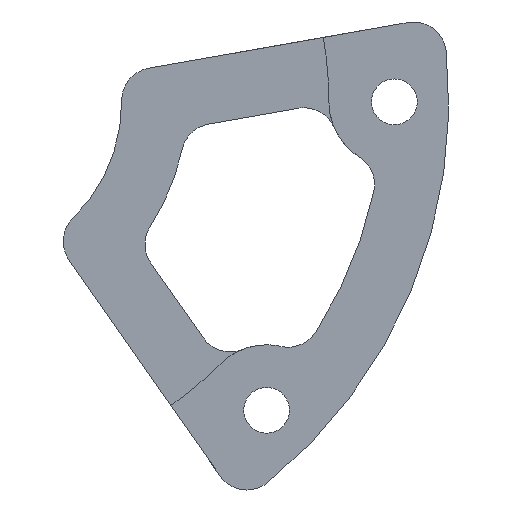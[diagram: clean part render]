
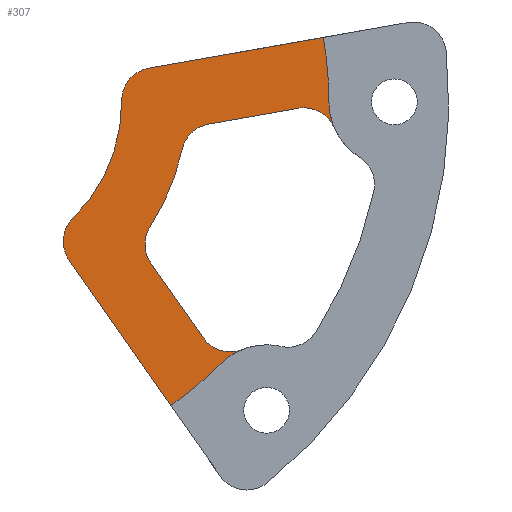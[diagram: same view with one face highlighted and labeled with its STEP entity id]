
A CAD part, front view. The second image highlights one B-rep face of the part: STEP entity #307.
In plain terms, the highlighted planar face has unit normal (0, -1, 0).
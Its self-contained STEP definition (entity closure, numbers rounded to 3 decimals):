
#9 = CARTESIAN_POINT ( 'NONE',  ( 33.484, 2., 5.904 ) ) ;
#10 = AXIS2_PLACEMENT_3D ( 'NONE', #345, #702, #785 ) ;
#20 = CARTESIAN_POINT ( 'NONE',  ( 0., 2., 0. ) ) ;
#27 = CARTESIAN_POINT ( 'NONE',  ( 34.485, 2., -2.363 ) ) ;
#29 = VERTEX_POINT ( 'NONE', #1051 ) ;
#44 = CARTESIAN_POINT ( 'NONE',  ( 28.284, 2., -28.284 ) ) ;
#50 = PLANE ( 'NONE',  #361 ) ;
#81 = VECTOR ( 'NONE', #308, 1000. ) ;
#94 = DIRECTION ( 'NONE',  ( 0., 1., 0. ) ) ;
#99 = DIRECTION ( 'NONE',  ( 0., 0., -1. ) ) ;
#101 = CIRCLE ( 'NONE', #140, 3. ) ;
#123 = ORIENTED_EDGE ( 'NONE', *, *, #607, .F. ) ;
#124 = ORIENTED_EDGE ( 'NONE', *, *, #653, .T. ) ;
#127 = CARTESIAN_POINT ( 'NONE',  ( 10.18, 2., -14.539 ) ) ;
#135 = CIRCLE ( 'NONE', #716, 21. ) ;
#137 = DIRECTION ( 'NONE',  ( 0., -1., 0. ) ) ;
#140 = AXIS2_PLACEMENT_3D ( 'NONE', #1149, #539, #631 ) ;
#142 = EDGE_CURVE ( 'NONE', #995, #660, #1079, .T. ) ;
#149 = EDGE_CURVE ( 'NONE', #1181, #444, #819, .T. ) ;
#161 = CARTESIAN_POINT ( 'NONE',  ( 4.915, 2., 3.441 ) ) ;
#188 = DIRECTION ( 'NONE',  ( 0., 1., 0. ) ) ;
#192 = CARTESIAN_POINT ( 'NONE',  ( 26.055, 2., -22.714 ) ) ;
#193 = EDGE_CURVE ( 'NONE', #1181, #574, #955, .T. ) ;
#196 = AXIS2_PLACEMENT_3D ( 'NONE', #285, #188, #927 ) ;
#213 = ORIENTED_EDGE ( 'NONE', *, *, #322, .T. ) ;
#215 = CARTESIAN_POINT ( 'NONE',  ( 0., 2., 0. ) ) ;
#220 = CARTESIAN_POINT ( 'NONE',  ( 18., 2., 0.128 ) ) ;
#228 = DIRECTION ( 'NONE',  ( 0., 1., 0. ) ) ;
#231 = EDGE_CURVE ( 'NONE', #383, #995, #1117, .T. ) ;
#259 = LINE ( 'NONE', #161, #506 ) ;
#263 = AXIS2_PLACEMENT_3D ( 'NONE', #902, #359, #545 ) ;
#265 = CARTESIAN_POINT ( 'NONE',  ( 19.502, 2., -27.852 ) ) ;
#281 = ORIENTED_EDGE ( 'NONE', *, *, #437, .T. ) ;
#283 = EDGE_CURVE ( 'NONE', #476, #633, #135, .T. ) ;
#285 = CARTESIAN_POINT ( 'NONE',  ( 31.727, 2., -3.544 ) ) ;
#289 = CARTESIAN_POINT ( 'NONE',  ( 22.952, 2., -2.045 ) ) ;
#290 = EDGE_CURVE ( 'NONE', #424, #832, #798, .T. ) ;
#307 = ADVANCED_FACE ( 'NONE', ( #709 ), #50, .T. ) ;
#308 = DIRECTION ( 'NONE',  ( -0.985, 0., -0.174 ) ) ;
#322 = EDGE_CURVE ( 'NONE', #388, #898, #944, .T. ) ;
#330 = EDGE_CURVE ( 'NONE', #898, #29, #259, .T. ) ;
#335 = CIRCLE ( 'NONE', #196, 3. ) ;
#345 = CARTESIAN_POINT ( 'NONE',  ( 0., 2., 0. ) ) ;
#352 = CARTESIAN_POINT ( 'NONE',  ( 1.042, 2., -5.909 ) ) ;
#359 = DIRECTION ( 'NONE',  ( 0., 1., 0. ) ) ;
#361 = AXIS2_PLACEMENT_3D ( 'NONE', #816, #137, #1075 ) ;
#383 = VERTEX_POINT ( 'NONE', #9 ) ;
#386 = CARTESIAN_POINT ( 'NONE',  ( 0., 2., 0. ) ) ;
#388 = VERTEX_POINT ( 'NONE', #192 ) ;
#389 = DIRECTION ( 'NONE',  ( 0., -1., 0. ) ) ;
#400 = DIRECTION ( 'NONE',  ( 0., 0., -1. ) ) ;
#403 = EDGE_LOOP ( 'NONE', ( #945, #124, #837, #946, #123, #213, #874, #281, #909, #994, #1062, #561, #1182, #452, #643, #464, #439 ) ) ;
#407 = DIRECTION ( 'NONE',  ( 0., -1., 0. ) ) ;
#415 = DIRECTION ( 'NONE',  ( 0., 0., -1. ) ) ;
#419 = EDGE_CURVE ( 'NONE', #832, #824, #335, .T. ) ;
#423 = CARTESIAN_POINT ( 'NONE',  ( 24.941, 2., -19.928 ) ) ;
#424 = VERTEX_POINT ( 'NONE', #289 ) ;
#437 = EDGE_CURVE ( 'NONE', #29, #633, #868, .T. ) ;
#438 = AXIS2_PLACEMENT_3D ( 'NONE', #386, #998, #99 ) ;
#439 = ORIENTED_EDGE ( 'NONE', *, *, #142, .T. ) ;
#444 = VERTEX_POINT ( 'NONE', #1174 ) ;
#450 = CARTESIAN_POINT ( 'NONE',  ( 15., 2., 0.106 ) ) ;
#452 = ORIENTED_EDGE ( 'NONE', *, *, #1041, .F. ) ;
#460 = CIRCLE ( 'NONE', #1038, 6. ) ;
#464 = ORIENTED_EDGE ( 'NONE', *, *, #231, .T. ) ;
#476 = VERTEX_POINT ( 'NONE', #896 ) ;
#477 = DIRECTION ( 'NONE',  ( 0., 0., -1. ) ) ;
#506 = VECTOR ( 'NONE', #1085, 1000. ) ;
#539 = DIRECTION ( 'NONE',  ( 0., -1., 0. ) ) ;
#545 = DIRECTION ( 'NONE',  ( 0., 0., -1. ) ) ;
#550 = AXIS2_PLACEMENT_3D ( 'NONE', #220, #1124, #400 ) ;
#559 = CARTESIAN_POINT ( 'NONE',  ( 20.134, 2., -13.063 ) ) ;
#561 = ORIENTED_EDGE ( 'NONE', *, *, #419, .T. ) ;
#563 = CARTESIAN_POINT ( 'NONE',  ( 22.483, 2., -21.649 ) ) ;
#564 = DIRECTION ( 'NONE',  ( 0., 0., -1. ) ) ;
#574 = VERTEX_POINT ( 'NONE', #127 ) ;
#581 = DIRECTION ( 'NONE',  ( 0., 1., 0. ) ) ;
#591 = VERTEX_POINT ( 'NONE', #1042 ) ;
#595 = DIRECTION ( 'NONE',  ( 0.985, 0., 0.174 ) ) ;
#607 = EDGE_CURVE ( 'NONE', #388, #444, #609, .T. ) ;
#609 = CIRCLE ( 'NONE', #932, 6. ) ;
#628 = VERTEX_POINT ( 'NONE', #27 ) ;
#631 = DIRECTION ( 'NONE',  ( 0., 0., -1. ) ) ;
#633 = VERTEX_POINT ( 'NONE', #951 ) ;
#643 = ORIENTED_EDGE ( 'NONE', *, *, #762, .T. ) ;
#653 = EDGE_CURVE ( 'NONE', #591, #574, #101, .T. ) ;
#655 = VERTEX_POINT ( 'NONE', #1083 ) ;
#660 = VERTEX_POINT ( 'NONE', #450 ) ;
#672 = EDGE_CURVE ( 'NONE', #476, #424, #771, .T. ) ;
#673 = DIRECTION ( 'NONE',  ( -0.574, 0., 0.819 ) ) ;
#675 = CIRCLE ( 'NONE', #438, 15. ) ;
#702 = DIRECTION ( 'NONE',  ( 0., -1., 0. ) ) ;
#709 = FACE_OUTER_BOUND ( 'NONE', #403, .T. ) ;
#716 = AXIS2_PLACEMENT_3D ( 'NONE', #215, #581, #806 ) ;
#719 = DIRECTION ( 'NONE',  ( 0., 0., -1. ) ) ;
#720 = CIRCLE ( 'NONE', #10, 34.001 ) ;
#762 = EDGE_CURVE ( 'NONE', #655, #383, #720, .T. ) ;
#764 = CARTESIAN_POINT ( 'NONE',  ( 31.727, 2., -3.544 ) ) ;
#770 = DIRECTION ( 'NONE',  ( 0., -1., 0. ) ) ;
#771 = CIRCLE ( 'NONE', #263, 3. ) ;
#780 = DIRECTION ( 'NONE',  ( 0., 1., 0. ) ) ;
#785 = DIRECTION ( 'NONE',  ( 0., 0., -1. ) ) ;
#791 = AXIS2_PLACEMENT_3D ( 'NONE', #423, #780, #719 ) ;
#797 = CIRCLE ( 'NONE', #853, 3. ) ;
#798 = LINE ( 'NONE', #352, #1018 ) ;
#806 = DIRECTION ( 'NONE',  ( 0., 0., -1. ) ) ;
#816 = CARTESIAN_POINT ( 'NONE',  ( 0., 2., 0. ) ) ;
#819 = CIRCLE ( 'NONE', #835, 34.001 ) ;
#820 = AXIS2_PLACEMENT_3D ( 'NONE', #559, #94, #564 ) ;
#824 = VERTEX_POINT ( 'NONE', #912 ) ;
#832 = VERTEX_POINT ( 'NONE', #1107 ) ;
#835 = AXIS2_PLACEMENT_3D ( 'NONE', #961, #389, #477 ) ;
#837 = ORIENTED_EDGE ( 'NONE', *, *, #193, .F. ) ;
#845 = DIRECTION ( 'NONE',  ( 0., 0., -1. ) ) ;
#853 = AXIS2_PLACEMENT_3D ( 'NONE', #764, #228, #845 ) ;
#859 = CARTESIAN_POINT ( 'NONE',  ( 0., 2., 0. ) ) ;
#860 = DIRECTION ( 'NONE',  ( 0., 0., -1. ) ) ;
#863 = EDGE_CURVE ( 'NONE', #591, #660, #675, .T. ) ;
#868 = CIRCLE ( 'NONE', #820, 3. ) ;
#874 = ORIENTED_EDGE ( 'NONE', *, *, #330, .T. ) ;
#896 = CARTESIAN_POINT ( 'NONE',  ( 20.539, 2., -4.375 ) ) ;
#898 = VERTEX_POINT ( 'NONE', #563 ) ;
#902 = CARTESIAN_POINT ( 'NONE',  ( 23.473, 2., -5. ) ) ;
#909 = ORIENTED_EDGE ( 'NONE', *, *, #283, .F. ) ;
#912 = CARTESIAN_POINT ( 'NONE',  ( 31.727, 2., -0.544 ) ) ;
#927 = DIRECTION ( 'NONE',  ( 0., 0., -1. ) ) ;
#932 = AXIS2_PLACEMENT_3D ( 'NONE', #44, #407, #415 ) ;
#936 = CARTESIAN_POINT ( 'NONE',  ( 17.479, 2., 3.082 ) ) ;
#944 = CIRCLE ( 'NONE', #791, 3. ) ;
#945 = ORIENTED_EDGE ( 'NONE', *, *, #863, .F. ) ;
#946 = ORIENTED_EDGE ( 'NONE', *, *, #149, .T. ) ;
#951 = CARTESIAN_POINT ( 'NONE',  ( 17.617, 2., -11.43 ) ) ;
#955 = LINE ( 'NONE', #20, #1076 ) ;
#961 = CARTESIAN_POINT ( 'NONE',  ( 0., 2., 0. ) ) ;
#994 = ORIENTED_EDGE ( 'NONE', *, *, #672, .T. ) ;
#995 = VERTEX_POINT ( 'NONE', #936 ) ;
#998 = DIRECTION ( 'NONE',  ( 0., -1., 0. ) ) ;
#1018 = VECTOR ( 'NONE', #595, 1000. ) ;
#1023 = CARTESIAN_POINT ( 'NONE',  ( 40., 2., 0. ) ) ;
#1038 = AXIS2_PLACEMENT_3D ( 'NONE', #1023, #770, #860 ) ;
#1041 = EDGE_CURVE ( 'NONE', #655, #628, #460, .T. ) ;
#1042 = CARTESIAN_POINT ( 'NONE',  ( 10.531, 2., -10.681 ) ) ;
#1051 = CARTESIAN_POINT ( 'NONE',  ( 17.676, 2., -14.784 ) ) ;
#1062 = ORIENTED_EDGE ( 'NONE', *, *, #290, .T. ) ;
#1065 = EDGE_CURVE ( 'NONE', #824, #628, #797, .T. ) ;
#1075 = DIRECTION ( 'NONE',  ( 0., 0., -1. ) ) ;
#1076 = VECTOR ( 'NONE', #673, 1000. ) ;
#1079 = CIRCLE ( 'NONE', #550, 3. ) ;
#1083 = CARTESIAN_POINT ( 'NONE',  ( 34.001, 2., -0.097 ) ) ;
#1085 = DIRECTION ( 'NONE',  ( -0.574, 0., 0.819 ) ) ;
#1107 = CARTESIAN_POINT ( 'NONE',  ( 31.206, 2., -0.59 ) ) ;
#1117 = LINE ( 'NONE', #859, #81 ) ;
#1124 = DIRECTION ( 'NONE',  ( 0., -1., 0. ) ) ;
#1149 = CARTESIAN_POINT ( 'NONE',  ( 12.637, 2., -12.818 ) ) ;
#1174 = CARTESIAN_POINT ( 'NONE',  ( 24.111, 2., -23.973 ) ) ;
#1181 = VERTEX_POINT ( 'NONE', #265 ) ;
#1182 = ORIENTED_EDGE ( 'NONE', *, *, #1065, .T. ) ;
